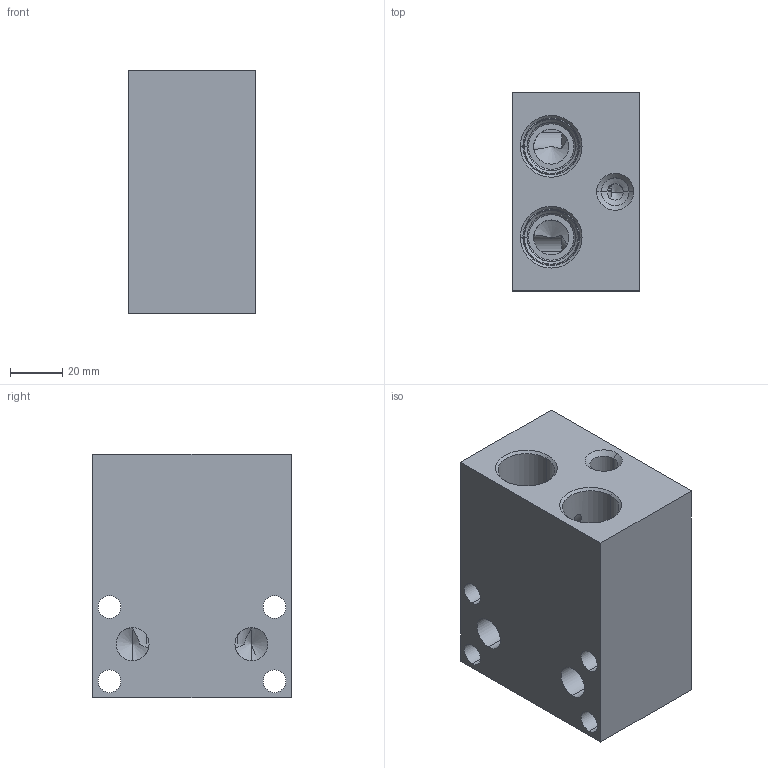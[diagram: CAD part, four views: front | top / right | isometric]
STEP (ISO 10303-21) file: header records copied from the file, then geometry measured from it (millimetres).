
FILE_DESCRIPTION((''),'2;1');
FILE_NAME('YVO_ASM','2019-09-18T',('ProEService'),(''),'PRO/ENGINEER BY PARAMETRIC TECHNOLOGY CORPORATION, 2014200','PRO/ENGINEER BY PARAMETRIC TECHNOLOGY CORPORATION, 2014200','');
FILE_SCHEMA(('CONFIG_CONTROL_DESIGN'));
Length unit declared in the file: inch
Products named in the file (5): 150-790-001; A330-006-004; CSZNXXN; A330-006-002; YVO_ASM
Assembly tree (5 placements, depth 2):
  YVO_ASM
    150-790-001
    A330-006-004
    CSZNXXN
    A330-006-002  x2
Bounding box: 49.23 x 76.2 x 93.68 mm (x, y, z)
Volume: 273994.7 mm3; surface area: 55755.2 mm2
Topology: 9 solids, 9 shells, 415 faces, 1218 edges, 951 vertices
Faces by surface type: cylinder 143, cone 123, plane 81, torus 56, revolution 8, sphere 4
Entity records: 14790 total; most frequent: CARTESIAN_POINT 4759, DIRECTION 2188, ORIENTED_EDGE 1696, EDGE_CURVE 848, AXIS2_PLACEMENT_3D 805, VECTOR 570, LINE 570, VERTEX_POINT 499
